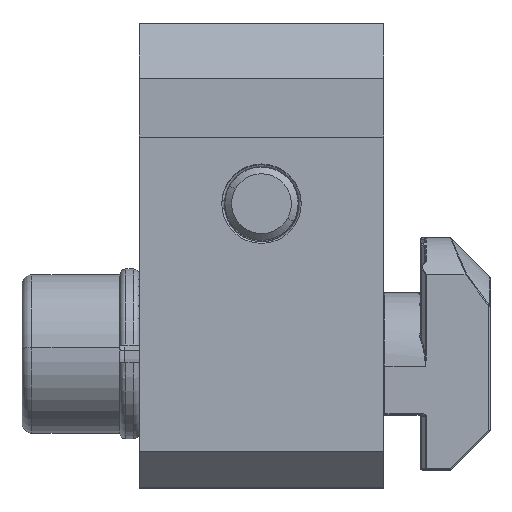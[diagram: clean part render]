
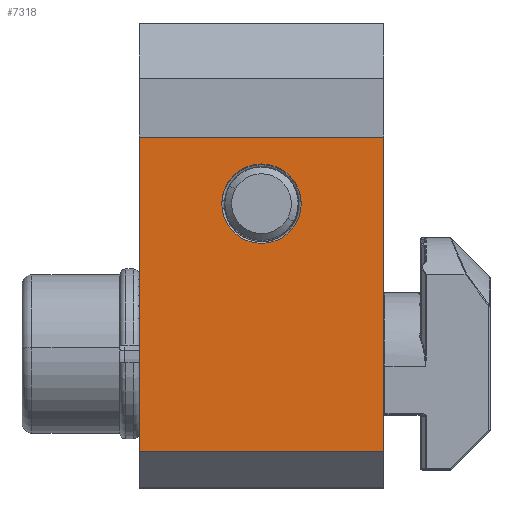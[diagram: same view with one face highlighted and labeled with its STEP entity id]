
A CAD part, top view. The second image highlights one B-rep face of the part: STEP entity #7318.
In plain terms, the highlighted face is planar.
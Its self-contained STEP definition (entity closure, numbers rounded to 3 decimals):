
#154 = CARTESIAN_POINT ( 'NONE',  ( 10., 0., 8.234 ) ) ;
#1278 = AXIS2_PLACEMENT_3D ( 'NONE', #3052, #3155, #7853 ) ;
#1321 = VERTEX_POINT ( 'NONE', #3732 ) ;
#1639 = EDGE_CURVE ( 'NONE', #10072, #7659, #3259, .T. ) ;
#1998 = EDGE_LOOP ( 'NONE', ( #8358, #13352, #10339, #3335 ) ) ;
#2627 = PLANE ( 'NONE',  #4705 ) ;
#2717 = CARTESIAN_POINT ( 'NONE',  ( 20., 0., 10.434 ) ) ;
#2951 = EDGE_CURVE ( 'NONE', #12712, #10913, #3232, .T. ) ;
#3052 = CARTESIAN_POINT ( 'NONE',  ( 10., 0., 4.984 ) ) ;
#3155 = DIRECTION ( 'NONE',  ( 0., 1., 0. ) ) ;
#3232 = CIRCLE ( 'NONE', #1278, 3.25 ) ;
#3259 = LINE ( 'NONE', #9690, #12081 ) ;
#3335 = ORIENTED_EDGE ( 'NONE', *, *, #14756, .T. ) ;
#3383 = CARTESIAN_POINT ( 'NONE',  ( 0., 0., -15.266 ) ) ;
#3526 = VECTOR ( 'NONE', #4843, 1000. ) ;
#3732 = CARTESIAN_POINT ( 'NONE',  ( 20., 0., -15.266 ) ) ;
#3778 = CARTESIAN_POINT ( 'NONE',  ( 20., 0., 10.434 ) ) ;
#4050 = LINE ( 'NONE', #13615, #7934 ) ;
#4065 = CARTESIAN_POINT ( 'NONE',  ( 10., 0., 1.734 ) ) ;
#4104 = LINE ( 'NONE', #11077, #7988 ) ;
#4150 = CARTESIAN_POINT ( 'NONE',  ( 10., 0., 4.984 ) ) ;
#4705 = AXIS2_PLACEMENT_3D ( 'NONE', #3778, #12016, #10893 ) ;
#4843 = DIRECTION ( 'NONE',  ( -1., 0., 0. ) ) ;
#5521 = DIRECTION ( 'NONE',  ( 0., 0., 1. ) ) ;
#6021 = VERTEX_POINT ( 'NONE', #2717 ) ;
#6573 = EDGE_CURVE ( 'NONE', #6021, #1321, #4104, .T. ) ;
#7318 = ADVANCED_FACE ( 'NONE', ( #14414, #8877 ), #2627, .F. ) ;
#7659 = VERTEX_POINT ( 'NONE', #3383 ) ;
#7853 = DIRECTION ( 'NONE',  ( 0., 0., 1. ) ) ;
#7875 = DIRECTION ( 'NONE',  ( -1., 0., 0. ) ) ;
#7934 = VECTOR ( 'NONE', #7875, 1000. ) ;
#7988 = VECTOR ( 'NONE', #10975, 1000. ) ;
#8178 = AXIS2_PLACEMENT_3D ( 'NONE', #4150, #13670, #5521 ) ;
#8358 = ORIENTED_EDGE ( 'NONE', *, *, #1639, .T. ) ;
#8877 = FACE_OUTER_BOUND ( 'NONE', #1998, .T. ) ;
#8981 = EDGE_CURVE ( 'NONE', #1321, #7659, #4050, .T. ) ;
#8987 = EDGE_LOOP ( 'NONE', ( #11796, #11455 ) ) ;
#9056 = EDGE_CURVE ( 'NONE', #10913, #12712, #11049, .T. ) ;
#9690 = CARTESIAN_POINT ( 'NONE',  ( 0., 0., 10.434 ) ) ;
#9698 = CARTESIAN_POINT ( 'NONE',  ( 20., 0., 10.434 ) ) ;
#9790 = LINE ( 'NONE', #9698, #3526 ) ;
#10072 = VERTEX_POINT ( 'NONE', #12641 ) ;
#10339 = ORIENTED_EDGE ( 'NONE', *, *, #6573, .F. ) ;
#10893 = DIRECTION ( 'NONE',  ( 0., 0., 1. ) ) ;
#10913 = VERTEX_POINT ( 'NONE', #4065 ) ;
#10975 = DIRECTION ( 'NONE',  ( 0., 0., -1. ) ) ;
#11049 = CIRCLE ( 'NONE', #8178, 3.25 ) ;
#11077 = CARTESIAN_POINT ( 'NONE',  ( 20., 0., 10.434 ) ) ;
#11455 = ORIENTED_EDGE ( 'NONE', *, *, #2951, .T. ) ;
#11796 = ORIENTED_EDGE ( 'NONE', *, *, #9056, .T. ) ;
#12016 = DIRECTION ( 'NONE',  ( 0., 1., 0. ) ) ;
#12081 = VECTOR ( 'NONE', #14842, 1000. ) ;
#12641 = CARTESIAN_POINT ( 'NONE',  ( 0., 0., 10.434 ) ) ;
#12712 = VERTEX_POINT ( 'NONE', #154 ) ;
#13352 = ORIENTED_EDGE ( 'NONE', *, *, #8981, .F. ) ;
#13615 = CARTESIAN_POINT ( 'NONE',  ( 20., 0., -15.266 ) ) ;
#13670 = DIRECTION ( 'NONE',  ( 0., 1., 0. ) ) ;
#14414 = FACE_BOUND ( 'NONE', #8987, .T. ) ;
#14756 = EDGE_CURVE ( 'NONE', #6021, #10072, #9790, .T. ) ;
#14842 = DIRECTION ( 'NONE',  ( 0., 0., -1. ) ) ;
